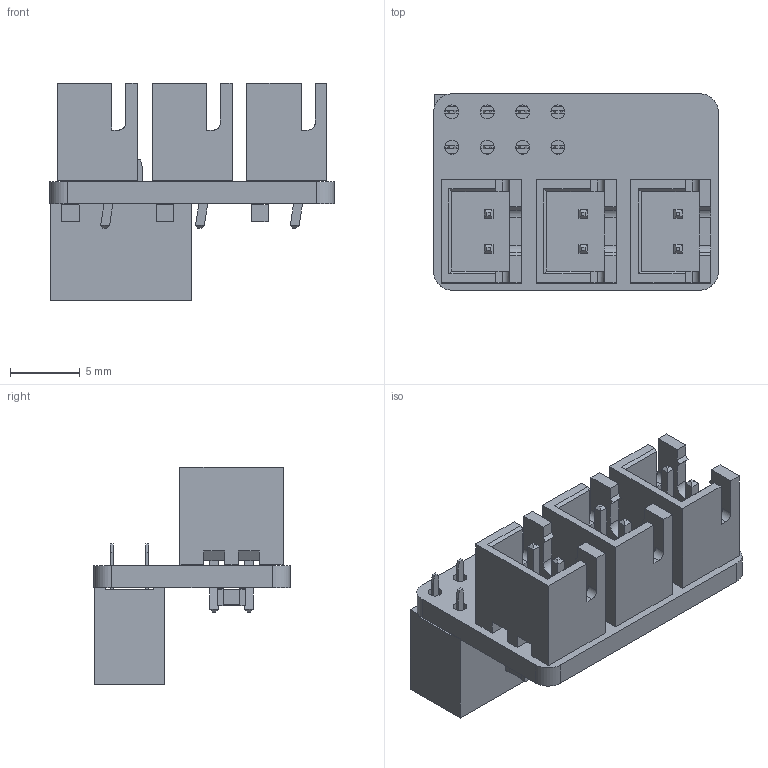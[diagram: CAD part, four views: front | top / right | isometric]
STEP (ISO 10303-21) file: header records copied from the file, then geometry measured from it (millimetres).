
FILE_DESCRIPTION(('KiCad electronic assembly'),'2;1');
FILE_NAME('ThermistorExpander-kicad.step','2022-02-04T11:54:30',( 'Pcbnew'),('Kicad'),'Open CASCADE STEP processor 7.6', 'KiCad to STEP converter','Unknown');
FILE_SCHEMA(('AUTOMOTIVE_DESIGN { 1 0 10303 214 1 1 1 1 }'));
Length unit declared in the file: millimetre
Products named in the file (8): ThermistorExpander-kicad 1; JST_XH_B2B-XH-A_1x02_P2.50mm_Vertical; SOLID; PinSocket_2x04_P2.54mm_Vertical; C_0805_2012Metric; ThermistorExpander-kicad PCB
Assembly tree (11 placements, depth 3):
  ThermistorExpander-kicad 1
    JST_XH_B2B-XH-A_1x02_P2.50mm_Vertical  x3
      SOLID
    PinSocket_2x04_P2.54mm_Vertical
      SOLID
    C_0805_2012Metric  x3
      SOLID
    ThermistorExpander-kicad PCB
Bounding box: 20.42 x 14.1 x 15.6 mm (x, y, z)
Volume: 1254.7 mm3; surface area: 2442 mm2
Topology: 8 solids, 8 shells, 633 faces, 1663 edges, 1088 vertices
Faces by surface type: bspline 609, cylinder 18, plane 6
Full cylindrical faces by diameter (mm): 1 x8, 1.05 x6
Entity records: 25514 total; most frequent: CARTESIAN_POINT 8424, B_SPLINE_CURVE_WITH_KNOTS 2861, ORIENTED_EDGE 2082, PCURVE 2082, DEFINITIONAL_REPRESENTATION 2082, EDGE_CURVE 1041, SURFACE_CURVE 1027, VERTEX_POINT 680
